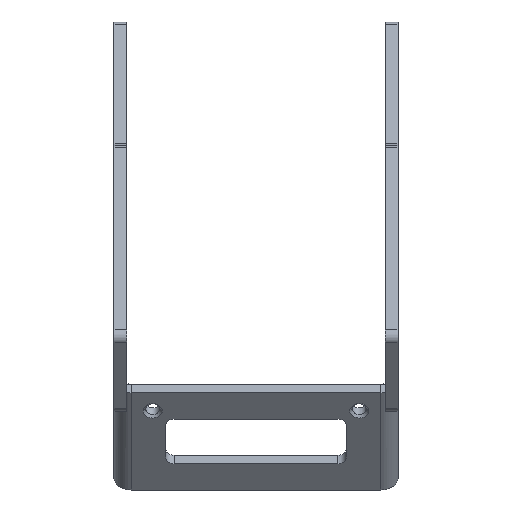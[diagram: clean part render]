
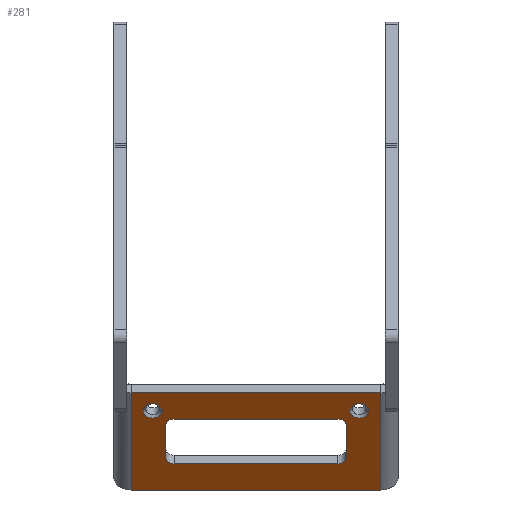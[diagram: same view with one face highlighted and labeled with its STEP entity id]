
A CAD part, top view. The second image highlights one B-rep face of the part: STEP entity #281.
In plain terms, the highlighted planar face has unit normal (0, -0.643, 0.766).
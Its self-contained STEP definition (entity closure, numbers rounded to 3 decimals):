
#281=ADVANCED_FACE('',(#404,#405,#406,#407),#359,.F.);
#359=PLANE('',#2421);
#404=FACE_BOUND('',#498,.T.);
#405=FACE_BOUND('',#499,.T.);
#406=FACE_BOUND('',#500,.T.);
#407=FACE_BOUND('',#501,.T.);
#498=EDGE_LOOP('',(#1113,#1114,#1115,#1116));
#499=EDGE_LOOP('',(#1117,#1118,#1119,#1120,#1121,#1122,#1123,#1124));
#500=EDGE_LOOP('',(#1125,#1126));
#501=EDGE_LOOP('',(#1127,#1128));
#649=CIRCLE('',#2413,1.);
#650=CIRCLE('',#2414,1.);
#651=CIRCLE('',#2415,1.);
#652=CIRCLE('',#2416,1.);
#653=CIRCLE('',#2417,1.1);
#654=CIRCLE('',#2418,1.1);
#655=CIRCLE('',#2419,1.1);
#656=CIRCLE('',#2420,1.1);
#1113=ORIENTED_EDGE('',*,*,#1651,.T.);
#1114=ORIENTED_EDGE('',*,*,#1648,.F.);
#1115=ORIENTED_EDGE('',*,*,#1776,.F.);
#1116=ORIENTED_EDGE('',*,*,#1777,.T.);
#1117=ORIENTED_EDGE('',*,*,#1778,.T.);
#1118=ORIENTED_EDGE('',*,*,#1779,.T.);
#1119=ORIENTED_EDGE('',*,*,#1780,.T.);
#1120=ORIENTED_EDGE('',*,*,#1781,.T.);
#1121=ORIENTED_EDGE('',*,*,#1782,.T.);
#1122=ORIENTED_EDGE('',*,*,#1783,.T.);
#1123=ORIENTED_EDGE('',*,*,#1784,.T.);
#1124=ORIENTED_EDGE('',*,*,#1785,.T.);
#1125=ORIENTED_EDGE('',*,*,#1786,.F.);
#1126=ORIENTED_EDGE('',*,*,#1787,.F.);
#1127=ORIENTED_EDGE('',*,*,#1788,.F.);
#1128=ORIENTED_EDGE('',*,*,#1789,.F.);
#1394=VERTEX_POINT('',#3498);
#1395=VERTEX_POINT('',#3512);
#1396=VERTEX_POINT('',#3518);
#1497=VERTEX_POINT('',#3862);
#1498=VERTEX_POINT('',#3869);
#1499=VERTEX_POINT('',#3870);
#1500=VERTEX_POINT('',#3872);
#1501=VERTEX_POINT('',#3874);
#1502=VERTEX_POINT('',#3876);
#1503=VERTEX_POINT('',#3878);
#1504=VERTEX_POINT('',#3880);
#1505=VERTEX_POINT('',#3882);
#1506=VERTEX_POINT('',#3885);
#1507=VERTEX_POINT('',#3886);
#1508=VERTEX_POINT('',#3889);
#1509=VERTEX_POINT('',#3890);
#1648=EDGE_CURVE('',#1394,#1395,#1921,.T.);
#1651=EDGE_CURVE('',#1396,#1395,#1923,.T.);
#1776=EDGE_CURVE('',#1497,#1394,#1991,.T.);
#1777=EDGE_CURVE('',#1497,#1396,#1992,.T.);
#1778=EDGE_CURVE('',#1498,#1499,#649,.T.);
#1779=EDGE_CURVE('',#1499,#1500,#1993,.T.);
#1780=EDGE_CURVE('',#1500,#1501,#650,.T.);
#1781=EDGE_CURVE('',#1501,#1502,#1994,.T.);
#1782=EDGE_CURVE('',#1502,#1503,#651,.T.);
#1783=EDGE_CURVE('',#1503,#1504,#1995,.T.);
#1784=EDGE_CURVE('',#1504,#1505,#652,.T.);
#1785=EDGE_CURVE('',#1505,#1498,#1996,.T.);
#1786=EDGE_CURVE('',#1506,#1507,#653,.T.);
#1787=EDGE_CURVE('',#1507,#1506,#654,.T.);
#1788=EDGE_CURVE('',#1508,#1509,#655,.T.);
#1789=EDGE_CURVE('',#1509,#1508,#656,.T.);
#1921=LINE('',#3511,#2123);
#1923=LINE('',#3517,#2125);
#1991=LINE('',#3865,#2193);
#1992=LINE('',#3867,#2194);
#1993=LINE('',#3871,#2195);
#1994=LINE('',#3875,#2196);
#1995=LINE('',#3879,#2197);
#1996=LINE('',#3883,#2198);
#2123=VECTOR('',#2742,1.);
#2125=VECTOR('',#2750,1.);
#2193=VECTOR('',#2970,1.);
#2194=VECTOR('',#2973,1.);
#2195=VECTOR('',#2976,1.);
#2196=VECTOR('',#2979,1.);
#2197=VECTOR('',#2982,1.);
#2198=VECTOR('',#2985,1.);
#2413=AXIS2_PLACEMENT_3D('',#3868,#2974,#2975);
#2414=AXIS2_PLACEMENT_3D('',#3873,#2977,#2978);
#2415=AXIS2_PLACEMENT_3D('',#3877,#2980,#2981);
#2416=AXIS2_PLACEMENT_3D('',#3881,#2983,#2984);
#2417=AXIS2_PLACEMENT_3D('',#3884,#2986,#2987);
#2418=AXIS2_PLACEMENT_3D('',#3887,#2988,#2989);
#2419=AXIS2_PLACEMENT_3D('',#3888,#2990,#2991);
#2420=AXIS2_PLACEMENT_3D('',#3891,#2992,#2993);
#2421=AXIS2_PLACEMENT_3D('',#3892,#2994,#2995);
#2742=DIRECTION('',(0.,0.766,0.643));
#2750=DIRECTION('',(-1.,0.,0.));
#2970=DIRECTION('',(-1.,0.,0.));
#2973=DIRECTION('',(0.,0.766,0.643));
#2974=DIRECTION('',(0.,0.643,-0.766));
#2975=DIRECTION('',(0.,-0.766,-0.643));
#2976=DIRECTION('',(0.,0.766,0.643));
#2977=DIRECTION('',(0.,0.643,-0.766));
#2978=DIRECTION('',(-1.,0.,0.));
#2979=DIRECTION('',(1.,0.,0.));
#2980=DIRECTION('',(0.,0.643,-0.766));
#2981=DIRECTION('',(0.,0.766,0.643));
#2982=DIRECTION('',(0.,-0.766,-0.643));
#2983=DIRECTION('',(0.,0.643,-0.766));
#2984=DIRECTION('',(1.,0.,0.));
#2985=DIRECTION('',(-1.,0.,0.));
#2986=DIRECTION('',(0.,-0.643,0.766));
#2987=DIRECTION('',(1.,0.,0.));
#2988=DIRECTION('',(0.,-0.643,0.766));
#2989=DIRECTION('',(-1.,0.,0.));
#2990=DIRECTION('',(0.,-0.643,0.766));
#2991=DIRECTION('',(1.,0.,0.));
#2992=DIRECTION('',(0.,-0.643,0.766));
#2993=DIRECTION('',(-1.,0.,0.));
#2994=DIRECTION('',(0.,0.643,-0.766));
#2995=DIRECTION('',(1.,0.,0.));
#3498=CARTESIAN_POINT('',(-14.5,124.778,26.149));
#3511=CARTESIAN_POINT('',(-14.5,124.778,26.149));
#3512=CARTESIAN_POINT('',(-14.5,136.077,35.631));
#3517=CARTESIAN_POINT('',(14.5,136.077,35.631));
#3518=CARTESIAN_POINT('',(14.5,136.077,35.631));
#3862=CARTESIAN_POINT('',(14.5,124.778,26.149));
#3865=CARTESIAN_POINT('',(14.5,124.778,26.149));
#3867=CARTESIAN_POINT('',(14.5,124.778,26.149));
#3868=CARTESIAN_POINT('',(-9.5,128.608,29.363));
#3869=CARTESIAN_POINT('',(-9.5,127.842,28.721));
#3870=CARTESIAN_POINT('',(-10.5,128.608,29.363));
#3871=CARTESIAN_POINT('',(-10.5,128.608,29.363));
#3872=CARTESIAN_POINT('',(-10.5,132.247,32.417));
#3873=CARTESIAN_POINT('',(-9.5,132.247,32.417));
#3874=CARTESIAN_POINT('',(-9.5,133.013,33.059));
#3875=CARTESIAN_POINT('',(-9.5,133.013,33.059));
#3876=CARTESIAN_POINT('',(9.5,133.013,33.059));
#3877=CARTESIAN_POINT('',(9.5,132.247,32.417));
#3878=CARTESIAN_POINT('',(10.5,132.247,32.417));
#3879=CARTESIAN_POINT('',(10.5,132.247,32.417));
#3880=CARTESIAN_POINT('',(10.5,128.608,29.363));
#3881=CARTESIAN_POINT('',(9.5,128.608,29.363));
#3882=CARTESIAN_POINT('',(9.5,127.842,28.721));
#3883=CARTESIAN_POINT('',(9.5,127.842,28.721));
#3884=CARTESIAN_POINT('',(12.,133.97,33.863));
#3885=CARTESIAN_POINT('',(13.1,133.97,33.863));
#3886=CARTESIAN_POINT('',(10.9,133.97,33.863));
#3887=CARTESIAN_POINT('',(12.,133.97,33.863));
#3888=CARTESIAN_POINT('',(-12.,133.97,33.863));
#3889=CARTESIAN_POINT('',(-10.9,133.97,33.863));
#3890=CARTESIAN_POINT('',(-13.1,133.97,33.863));
#3891=CARTESIAN_POINT('',(-12.,133.97,33.863));
#3892=CARTESIAN_POINT('',(14.5,123.82,25.346));
